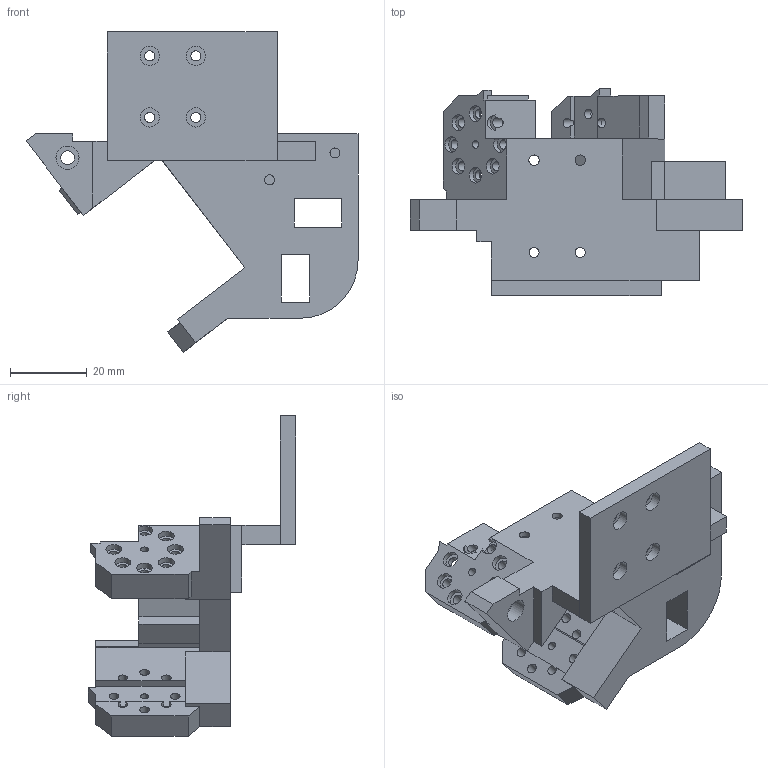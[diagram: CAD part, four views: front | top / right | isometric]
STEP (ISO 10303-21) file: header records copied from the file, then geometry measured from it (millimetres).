
FILE_DESCRIPTION(/* description */ (''),/* implementation_level */ '2;1');
FILE_NAME(/* name */ 'no_fingers_lower_palm_metal.stp',/* time_stamp */ '2025-01-01T15:18:23-05:00',/* author */ ('Kenny'),/* organization */ (''),/* preprocessor_version */ 'ST-DEVELOPER v20',/* originating_system */ 'Autodesk Inventor 2025',/* authorisation */ '');
FILE_SCHEMA (('AUTOMOTIVE_DESIGN { 1 0 10303 214 3 1 1 }'));
Length unit declared in the file: millimetre
Products named in the file (1): palm_bottom_no_fings_new_metal_MIR
Bounding box: 86.38 x 54 x 83.32 mm (x, y, z)
Volume: 41342.7 mm3; surface area: 20042.9 mm2
Topology: 1 solids, 1 shells, 190 faces, 513 edges, 366 vertices
Faces by surface type: plane 131, cylinder 59
Full cylindrical faces by diameter (mm): 2 x2, 2.5 x16, 2.6 x12, 2.7 x2, 3.6 x1, 4.1 x14, 5 x8, 6 x1
Entity records: 6263 total; most frequent: CARTESIAN_POINT 1048, DIRECTION 1021, ORIENTED_EDGE 982, EDGE_CURVE 491, LINE 359, VECTOR 359, AXIS2_PLACEMENT_3D 331, VERTEX_POINT 324
